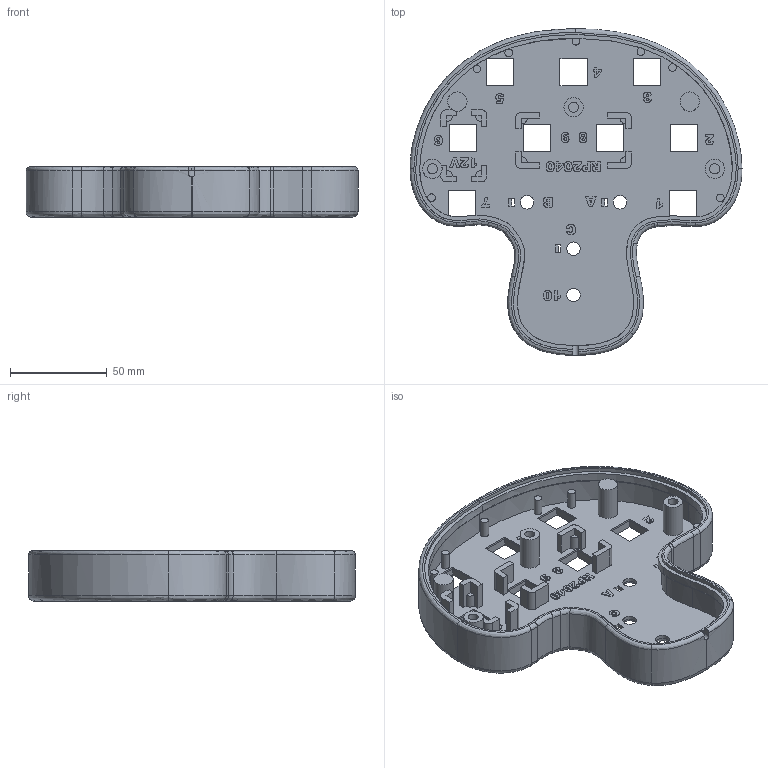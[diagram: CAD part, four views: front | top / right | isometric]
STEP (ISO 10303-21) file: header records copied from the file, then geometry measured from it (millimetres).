
FILE_DESCRIPTION(/* description */ (''),/* implementation_level */ '2;1');
FILE_NAME(/* name */ 'mushroomMidi.step',/* time_stamp */ '2025-12-11T12:37:45+01:00',/* author */ (''),/* organization */ (''),/* preprocessor_version */ 'ST-DEVELOPER v20.1',/* originating_system */ 'Autodesk Translation Framework v14.21.0.0',/* authorisation */ '');
FILE_SCHEMA (('AUTOMOTIVE_DESIGN { 1 0 10303 214 3 1 1 }'));
Length unit declared in the file: millimetre
Products named in the file (1): mushroomMidi
Bounding box: 171.55 x 168.85 x 26 mm (x, y, z)
Volume: 146802.6 mm3; surface area: 75228.9 mm2
Topology: 23 solids, 23 shells, 955 faces, 2448 edges, 1607 vertices
Faces by surface type: bspline 494, plane 392, cylinder 68, torus 1
Full cylindrical faces by diameter (mm): 1 x3, 1.5 x3, 2 x3, 2.5 x3, 3 x3, 3.5 x3, 4 x7, 5.2 x3, 7 x4, 10 x5, 14 x1, 16 x3
Entity records: 39816 total; most frequent: CARTESIAN_POINT 19812, ORIENTED_EDGE 4896, DIRECTION 2562, EDGE_CURVE 2448, VERTEX_POINT 1607, LINE 1298, VECTOR 1298, EDGE_LOOP 1055
